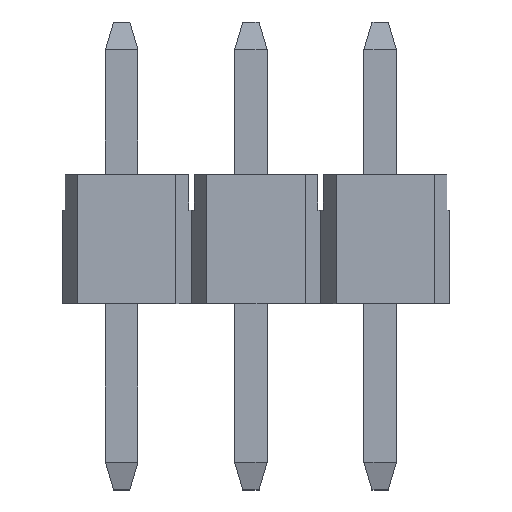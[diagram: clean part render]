
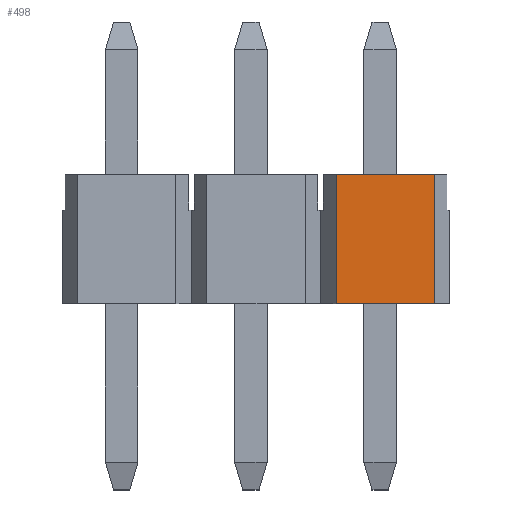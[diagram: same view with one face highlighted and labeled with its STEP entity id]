
A CAD part, top view. The second image highlights one B-rep face of the part: STEP entity #498.
In plain terms, the highlighted planar face has unit normal (0, 0, 1).
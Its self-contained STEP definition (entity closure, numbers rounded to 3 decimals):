
#498=ADVANCED_FACE('',(#1419),#1420,.T.);
#722=VERTEX_POINT('',#1672);
#780=EDGE_CURVE('',#1166,#722,#1736,.T.);
#844=VERTEX_POINT('',#1809);
#850=VERTEX_POINT('',#1815);
#1014=EDGE_CURVE('',#722,#850,#1995,.T.);
#1166=VERTEX_POINT('',#2160);
#1226=EDGE_CURVE('',#844,#850,#2226,.T.);
#1296=EDGE_CURVE('',#1166,#844,#2307,.T.);
#1419=FACE_OUTER_BOUND('',#2444,.T.);
#1420=PLANE('',#2445);
#1672=CARTESIAN_POINT('',(3.605,0.,1.253));
#1736=LINE('',#2886,#2887);
#1809=CARTESIAN_POINT('',(1.675,-2.54,1.253));
#1815=CARTESIAN_POINT('',(3.605,-2.54,1.253));
#1995=LINE('',#3269,#3270);
#2160=CARTESIAN_POINT('',(1.675,0.,1.253));
#2226=LINE('',#3614,#3615);
#2307=LINE('',#3721,#3722);
#2444=EDGE_LOOP('',(#3858,#3859,#3860,#3861));
#2445=AXIS2_PLACEMENT_3D('',#3862,#3863,#3864);
#2886=CARTESIAN_POINT('',(1.675,0.,1.253));
#2887=VECTOR('',#4213,1.0);
#3269=CARTESIAN_POINT('',(3.605,0.,1.253));
#3270=VECTOR('',#4483,1.0);
#3614=CARTESIAN_POINT('',(1.675,-2.54,1.253));
#3615=VECTOR('',#4698,1.0);
#3721=CARTESIAN_POINT('',(1.675,0.,1.253));
#3722=VECTOR('',#4807,1.0);
#3858=ORIENTED_EDGE('',*,*,#1226,.T.);
#3859=ORIENTED_EDGE('',*,*,#1014,.F.);
#3860=ORIENTED_EDGE('',*,*,#780,.F.);
#3861=ORIENTED_EDGE('',*,*,#1296,.T.);
#3862=CARTESIAN_POINT('',(1.675,0.,1.253));
#3863=DIRECTION('',(0.0,0.,1.0));
#3864=DIRECTION('',(-1.0,0.0,0.0));
#4213=DIRECTION('',(1.0,0.0,0.0));
#4483=DIRECTION('',(0.0,-1.0,0.));
#4698=DIRECTION('',(1.0,0.0,0.0));
#4807=DIRECTION('',(0.0,-1.0,0.));
